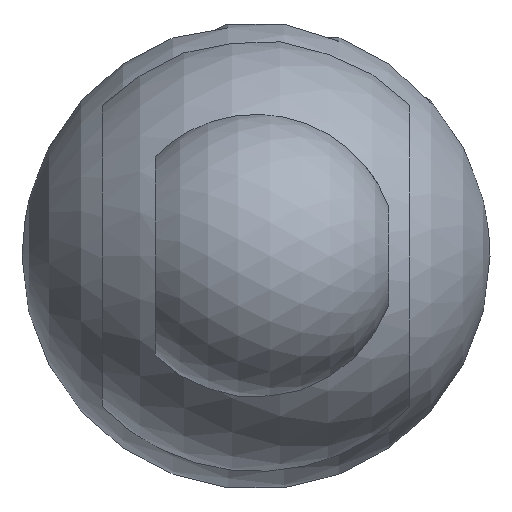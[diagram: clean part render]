
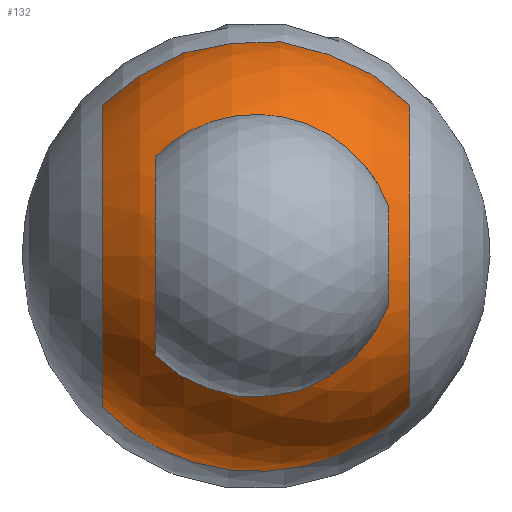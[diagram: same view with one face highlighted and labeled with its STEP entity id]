
A CAD part, left-side view. The second image highlights one B-rep face of the part: STEP entity #132.
In plain terms, the highlighted spherical face has radius 17.5 mm.
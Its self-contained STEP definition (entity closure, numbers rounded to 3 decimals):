
#132=ADVANCED_FACE('',(#149,#150,#151,#152),#146,.T.);
#146=SPHERICAL_SURFACE('',#297,17.5);
#149=FACE_BOUND('',#163,.T.);
#150=FACE_BOUND('',#164,.T.);
#151=FACE_BOUND('',#165,.T.);
#152=FACE_BOUND('',#166,.T.);
#163=EDGE_LOOP('',(#188));
#164=EDGE_LOOP('',(#189));
#165=EDGE_LOOP('',(#190));
#166=EDGE_LOOP('',(#191));
#188=ORIENTED_EDGE('',*,*,#255,.F.);
#189=ORIENTED_EDGE('',*,*,#256,.T.);
#190=ORIENTED_EDGE('',*,*,#257,.F.);
#191=ORIENTED_EDGE('',*,*,#258,.F.);
#236=VERTEX_POINT('',#374);
#237=VERTEX_POINT('',#376);
#238=VERTEX_POINT('',#378);
#239=VERTEX_POINT('',#380);
#255=EDGE_CURVE('',#236,#236,#279,.T.);
#256=EDGE_CURVE('',#237,#237,#280,.T.);
#257=EDGE_CURVE('',#238,#238,#281,.T.);
#258=EDGE_CURVE('',#239,#239,#282,.T.);
#279=CIRCLE('',#293,8.198);
#280=CIRCLE('',#294,12.247);
#281=CIRCLE('',#295,12.247);
#282=CIRCLE('',#296,9.135);
#293=AXIS2_PLACEMENT_3D('',#373,#320,#321);
#294=AXIS2_PLACEMENT_3D('',#375,#322,#323);
#295=AXIS2_PLACEMENT_3D('',#377,#324,#325);
#296=AXIS2_PLACEMENT_3D('',#379,#326,#327);
#297=AXIS2_PLACEMENT_3D('',#381,#328,#329);
#320=DIRECTION('',(-1.,0.,0.));
#321=DIRECTION('',(0.,0.,1.));
#322=DIRECTION('',(0.,-1.,0.));
#323=DIRECTION('',(0.,0.,-1.));
#324=DIRECTION('',(0.,-1.,0.));
#325=DIRECTION('',(0.,0.,-1.));
#326=DIRECTION('',(1.,0.,0.));
#327=DIRECTION('',(0.,0.,-1.));
#328=DIRECTION('',(0.,-1.,0.));
#329=DIRECTION('',(-1.,0.,0.));
#373=CARTESIAN_POINT('',(159.263,104.645,0.));
#374=CARTESIAN_POINT('',(159.263,104.645,8.198));
#375=CARTESIAN_POINT('',(174.724,117.145,0.));
#376=CARTESIAN_POINT('',(174.724,117.145,-12.247));
#377=CARTESIAN_POINT('',(174.724,92.145,0.));
#378=CARTESIAN_POINT('',(174.724,92.145,-12.247));
#379=CARTESIAN_POINT('',(189.65,104.645,0.));
#380=CARTESIAN_POINT('',(189.65,104.645,-9.135));
#381=CARTESIAN_POINT('',(174.724,104.645,0.));
